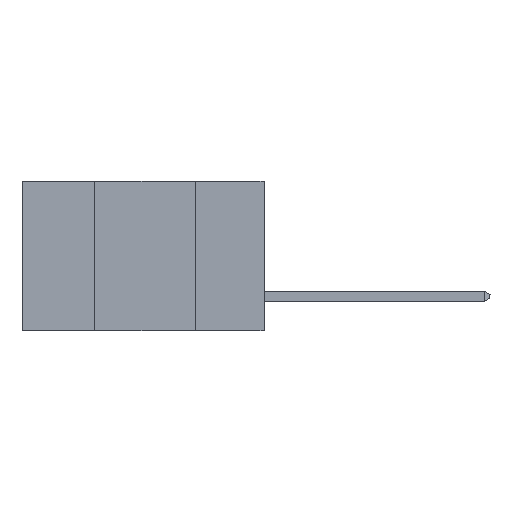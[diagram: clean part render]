
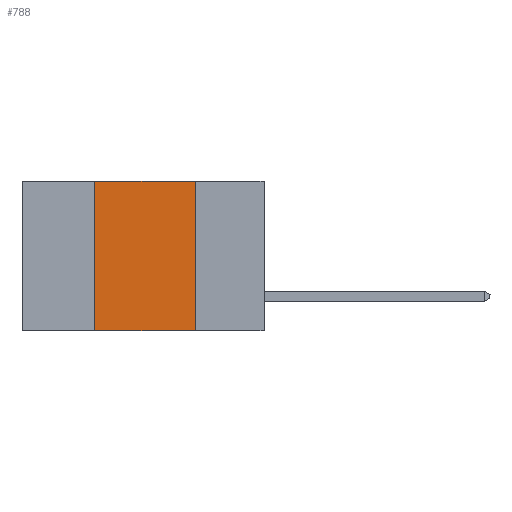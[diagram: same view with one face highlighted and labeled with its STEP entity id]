
A CAD part, left-side view. The second image highlights one B-rep face of the part: STEP entity #788.
In plain terms, the highlighted planar face has unit normal (-1, 0, 0).
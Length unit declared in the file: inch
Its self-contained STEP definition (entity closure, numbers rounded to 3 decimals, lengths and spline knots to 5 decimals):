
#281 = EDGE_LOOP ( 'NONE', ( #20357, #10693, #17322, #11164 ) ) ;
#788 = ADVANCED_FACE ( 'NONE', ( #27849 ), #32891, .F. ) ;
#805 = EDGE_CURVE ( 'NONE', #20948, #28378, #32203, .T. ) ;
#1867 = DIRECTION ( 'NONE',  ( 1., 0., 0. ) ) ;
#2269 = VECTOR ( 'NONE', #33150, 39.37008 ) ;
#2326 = DIRECTION ( 'NONE',  ( 0., -1., 0. ) ) ;
#3096 = DIRECTION ( 'NONE',  ( 0., 0., 1. ) ) ;
#4806 = DIRECTION ( 'NONE',  ( 0., 0., -1. ) ) ;
#7395 = CARTESIAN_POINT ( 'NONE',  ( 0., 0.6, 0. ) ) ;
#7888 = VERTEX_POINT ( 'NONE', #9808 ) ;
#9116 = EDGE_CURVE ( 'NONE', #28378, #27800, #18336, .T. ) ;
#9808 = CARTESIAN_POINT ( 'NONE',  ( 0., 0.42, -0.37 ) ) ;
#10693 = ORIENTED_EDGE ( 'NONE', *, *, #805, .F. ) ;
#11052 = EDGE_CURVE ( 'NONE', #7888, #27800, #32566, .T. ) ;
#11164 = ORIENTED_EDGE ( 'NONE', *, *, #11052, .T. ) ;
#11982 = CARTESIAN_POINT ( 'NONE',  ( 0., 0.42, 0. ) ) ;
#13012 = VECTOR ( 'NONE', #15510, 39.37008 ) ;
#14219 = VECTOR ( 'NONE', #2326, 39.37008 ) ;
#15510 = DIRECTION ( 'NONE',  ( 0., -1., 0. ) ) ;
#15950 = CARTESIAN_POINT ( 'NONE',  ( 0., 0.6, -0.37 ) ) ;
#16090 = CARTESIAN_POINT ( 'NONE',  ( 0., 0.17, -0.37 ) ) ;
#16177 = EDGE_CURVE ( 'NONE', #7888, #20948, #18340, .T. ) ;
#17322 = ORIENTED_EDGE ( 'NONE', *, *, #16177, .F. ) ;
#18336 = LINE ( 'NONE', #25356, #2269 ) ;
#18340 = LINE ( 'NONE', #20809, #30323 ) ;
#20153 = CARTESIAN_POINT ( 'NONE',  ( 0., 0.6, 0. ) ) ;
#20357 = ORIENTED_EDGE ( 'NONE', *, *, #9116, .F. ) ;
#20809 = CARTESIAN_POINT ( 'NONE',  ( 0., 0.42, 0. ) ) ;
#20948 = VERTEX_POINT ( 'NONE', #11982 ) ;
#25356 = CARTESIAN_POINT ( 'NONE',  ( 0., 0.17, 0. ) ) ;
#25600 = AXIS2_PLACEMENT_3D ( 'NONE', #20153, #1867, #4806 ) ;
#27800 = VERTEX_POINT ( 'NONE', #16090 ) ;
#27849 = FACE_OUTER_BOUND ( 'NONE', #281, .T. ) ;
#28378 = VERTEX_POINT ( 'NONE', #31928 ) ;
#30323 = VECTOR ( 'NONE', #3096, 39.37008 ) ;
#31928 = CARTESIAN_POINT ( 'NONE',  ( 0., 0.17, 0. ) ) ;
#32203 = LINE ( 'NONE', #7395, #14219 ) ;
#32566 = LINE ( 'NONE', #15950, #13012 ) ;
#32891 = PLANE ( 'NONE',  #25600 ) ;
#33150 = DIRECTION ( 'NONE',  ( 0., 0., -1. ) ) ;
